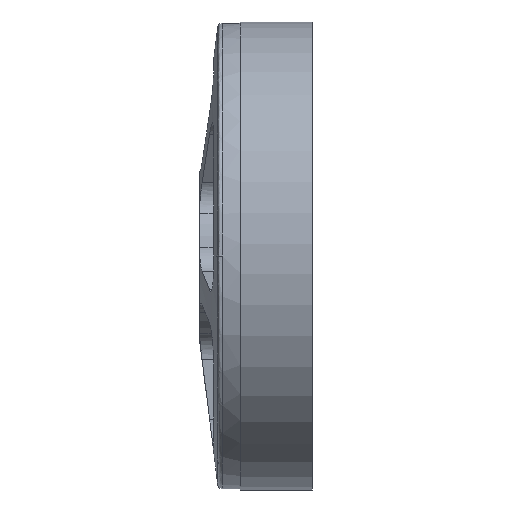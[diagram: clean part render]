
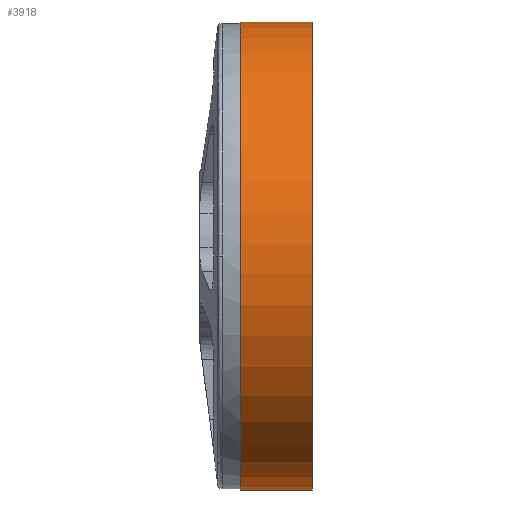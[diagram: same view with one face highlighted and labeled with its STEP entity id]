
A CAD part, left-side view. The second image highlights one B-rep face of the part: STEP entity #3918.
In plain terms, the highlighted free-form (B-spline) face has degree [2, 1] with [5, 2] control points.
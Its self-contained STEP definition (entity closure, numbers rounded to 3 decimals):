
#1991 = VERTEX_POINT('',#1992);
#1992 = CARTESIAN_POINT('',(0.,10.577,
    34.17));
#1993 = VERTEX_POINT('',#1994);
#1994 = CARTESIAN_POINT('',(0.,10.577,-34.17));
#2002 = EDGE_CURVE('',#1991,#2003,#2005,.T.);
#2003 = VERTEX_POINT('',#2004);
#2004 = CARTESIAN_POINT('',(0.,0.,34.17));
#2005 = B_SPLINE_CURVE_WITH_KNOTS('',1,(#2006,#2007),.UNSPECIFIED.,.F.,
  .F.,(2,2),(4.3,12.),.PIECEWISE_BEZIER_KNOTS.);
#2006 = CARTESIAN_POINT('',(0.,10.577,
    34.17));
#2007 = CARTESIAN_POINT('',(0.,0.,34.17));
#2010 = VERTEX_POINT('',#2011);
#2011 = CARTESIAN_POINT('',(0.,0.,-34.17));
#2019 = EDGE_CURVE('',#1993,#2010,#2020,.T.);
#2020 = B_SPLINE_CURVE_WITH_KNOTS('',1,(#2021,#2022),.UNSPECIFIED.,.F.,
  .F.,(2,2),(4.3,12.),.PIECEWISE_BEZIER_KNOTS.);
#2021 = CARTESIAN_POINT('',(0.,10.577,-34.17));
#2022 = CARTESIAN_POINT('',(0.,0.,-34.17));
#3918 = ADVANCED_FACE('',(#3919),#3939,.T.);
#3919 = FACE_BOUND('',#3920,.T.);
#3920 = EDGE_LOOP('',(#3921,#3922,#3930,#3931));
#3921 = ORIENTED_EDGE('',*,*,#2002,.F.);
#3922 = ORIENTED_EDGE('',*,*,#3923,.F.);
#3923 = EDGE_CURVE('',#1993,#1991,#3924,.T.);
#3924 = ( BOUNDED_CURVE() B_SPLINE_CURVE(2,(#3925,#3926,#3927,#3928,
#3929),.UNSPECIFIED.,.F.,.F.) B_SPLINE_CURVE_WITH_KNOTS((3,2,3),(
    3.142,4.712,6.283),
.PIECEWISE_BEZIER_KNOTS.) CURVE() GEOMETRIC_REPRESENTATION_ITEM() 
RATIONAL_B_SPLINE_CURVE((1.,0.707,1.,0.707,1.)) 
REPRESENTATION_ITEM('') );
#3925 = CARTESIAN_POINT('',(0.,10.577,
    -34.17));
#3926 = CARTESIAN_POINT('',(-34.17,10.577,
    -34.17));
#3927 = CARTESIAN_POINT('',(-34.17,10.577,
    0.));
#3928 = CARTESIAN_POINT('',(-34.17,10.577,
    34.17));
#3929 = CARTESIAN_POINT('',(0.,10.577,
    34.17));
#3930 = ORIENTED_EDGE('',*,*,#2019,.T.);
#3931 = ORIENTED_EDGE('',*,*,#3932,.T.);
#3932 = EDGE_CURVE('',#2010,#2003,#3933,.T.);
#3933 = ( BOUNDED_CURVE() B_SPLINE_CURVE(2,(#3934,#3935,#3936,#3937,
#3938),.UNSPECIFIED.,.F.,.F.) B_SPLINE_CURVE_WITH_KNOTS((3,2,3),(
    3.142,4.712,6.283),
.PIECEWISE_BEZIER_KNOTS.) CURVE() GEOMETRIC_REPRESENTATION_ITEM() 
RATIONAL_B_SPLINE_CURVE((1.,0.707,1.,0.707,1.)) 
REPRESENTATION_ITEM('') );
#3934 = CARTESIAN_POINT('',(0.,0.,-34.17));
#3935 = CARTESIAN_POINT('',(-34.17,0.,-34.17));
#3936 = CARTESIAN_POINT('',(-34.17,0.,0.));
#3937 = CARTESIAN_POINT('',(-34.17,0.,34.17));
#3938 = CARTESIAN_POINT('',(0.,0.,34.17));
#3939 = ( BOUNDED_SURFACE() B_SPLINE_SURFACE(2,1,(
    (#3940,#3941)
    ,(#3942,#3943)
    ,(#3944,#3945)
    ,(#3946,#3947)
    ,(#3948,#3949
)),.UNSPECIFIED.,.F.,.F.,.F.) B_SPLINE_SURFACE_WITH_KNOTS((3,2,3),(2,2),
  (3.142,4.712,6.283),(4.3,12.),
.PIECEWISE_BEZIER_KNOTS.) GEOMETRIC_REPRESENTATION_ITEM() 
RATIONAL_B_SPLINE_SURFACE((
    (1.,1.)
    ,(0.707,0.707)
    ,(1.,1.)
    ,(0.707,0.707)
,(1.,1.))) REPRESENTATION_ITEM('') SURFACE() );
#3940 = CARTESIAN_POINT('',(0.,10.577,
    34.17));
#3941 = CARTESIAN_POINT('',(0.,0.,34.17));
#3942 = CARTESIAN_POINT('',(-34.17,10.577,
    34.17));
#3943 = CARTESIAN_POINT('',(-34.17,0.,34.17));
#3944 = CARTESIAN_POINT('',(-34.17,10.577,
    0.));
#3945 = CARTESIAN_POINT('',(-34.17,0.,0.));
#3946 = CARTESIAN_POINT('',(-34.17,10.577,
    -34.17));
#3947 = CARTESIAN_POINT('',(-34.17,0.,-34.17));
#3948 = CARTESIAN_POINT('',(0.,10.577,
    -34.17));
#3949 = CARTESIAN_POINT('',(0.,0.,-34.17));
